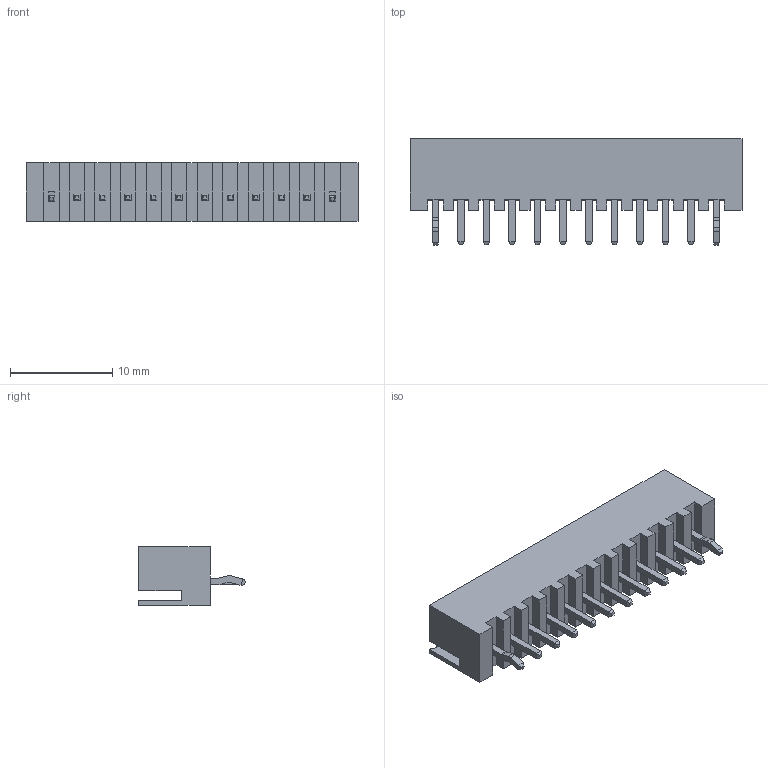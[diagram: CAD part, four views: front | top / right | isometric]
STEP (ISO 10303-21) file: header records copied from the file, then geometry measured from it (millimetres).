
FILE_DESCRIPTION((''),'2;1');
FILE_NAME('2317SJ-12_ASM','2020-12-01T14:11:30',('Acer'),(''),'CREO PARAMETRIC BY PTC INC, 2018100','CREO PARAMETRIC BY PTC INC, 2018100','');
FILE_SCHEMA(('CONFIG_CONTROL_DESIGN'));
Length unit declared in the file: millimetre
Products named in the file (4): 801-2317SJ-12; 802A-0_5A; 802A-0_5C; 2317SJ-12_ASM
Assembly tree (13 placements, depth 2):
  2317SJ-12_ASM
    801-2317SJ-12
    802A-0_5A  x10
    802A-0_5C  x2
Bounding box: 32.5 x 10.45 x 5.75 mm (x, y, z)
Volume: 409.6 mm3; surface area: 1689 mm2
Topology: 13 solids, 13 shells, 318 faces, 778 edges, 486 vertices
Faces by surface type: plane 310, cylinder 8
Entity records: 5558 total; most frequent: CARTESIAN_POINT 971, ORIENTED_EDGE 948, DIRECTION 856, EDGE_CURVE 474, VECTOR 466, LINE 466, VERTEX_POINT 310, AXIS2_PLACEMENT_3D 195
